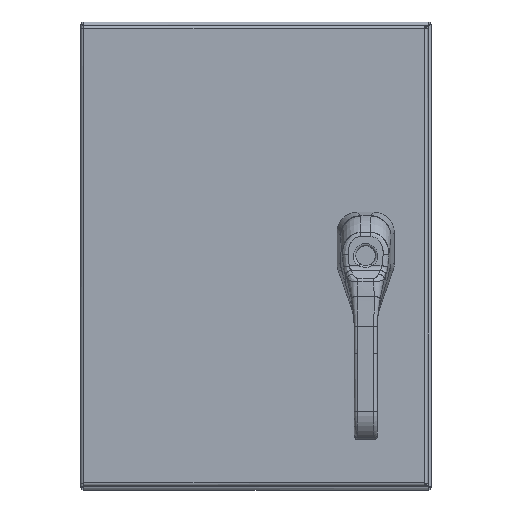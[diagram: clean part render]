
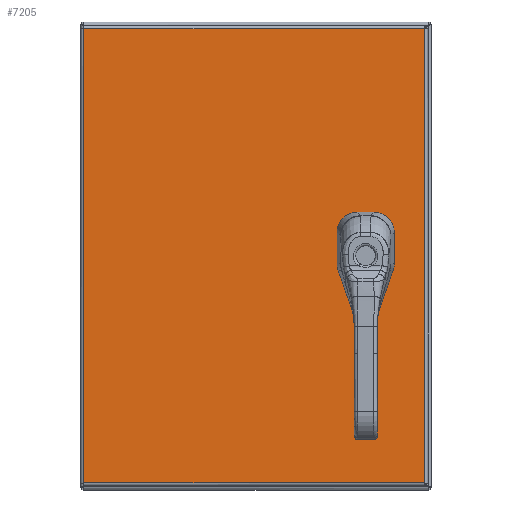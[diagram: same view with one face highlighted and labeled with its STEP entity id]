
A CAD part, top view. The second image highlights one B-rep face of the part: STEP entity #7205.
In plain terms, the highlighted face is planar.
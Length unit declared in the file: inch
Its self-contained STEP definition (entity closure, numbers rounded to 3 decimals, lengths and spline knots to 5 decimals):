
#5435=CARTESIAN_POINT('',(2.33762,8.275,0.0));
#5436=VERTEX_POINT('',#5435);
#5443=CARTESIAN_POINT('',(2.525,8.08762,0.0));
#5444=VERTEX_POINT('',#5443);
#5445=CARTESIAN_POINT('',(2.125,7.875,0.0));
#5446=DIRECTION('',(0.0,0.0,1.0));
#5447=DIRECTION('',(-0.469,-0.883,0.0));
#5448=AXIS2_PLACEMENT_3D('',#5445,#5446,#5447);
#5449=CIRCLE('',#5448,0.453);
#5450=EDGE_CURVE('',#5444,#5436,#5449,.T.);
#5475=CARTESIAN_POINT('',(2.525,7.66238,0.0));
#5476=VERTEX_POINT('',#5475);
#5477=CARTESIAN_POINT('',(2.525,7.66238,0.0));
#5478=DIRECTION('',(0.0,1.0,0.0));
#5479=VECTOR('',#5478,0.42525);
#5480=LINE('',#5477,#5479);
#5481=EDGE_CURVE('',#5476,#5444,#5480,.T.);
#5507=CARTESIAN_POINT('',(2.33762,7.475,0.0));
#5508=VERTEX_POINT('',#5507);
#5509=CARTESIAN_POINT('',(2.125,7.875,0.0));
#5510=DIRECTION('',(0.0,0.0,1.0));
#5511=DIRECTION('',(-0.883,0.469,0.0));
#5512=AXIS2_PLACEMENT_3D('',#5509,#5510,#5511);
#5513=CIRCLE('',#5512,0.453);
#5514=EDGE_CURVE('',#5508,#5476,#5513,.T.);
#5539=CARTESIAN_POINT('',(1.91238,7.475,0.0));
#5540=VERTEX_POINT('',#5539);
#5541=CARTESIAN_POINT('',(1.91238,7.475,0.0));
#5542=DIRECTION('',(1.0,0.0,0.0));
#5543=VECTOR('',#5542,0.42525);
#5544=LINE('',#5541,#5543);
#5545=EDGE_CURVE('',#5540,#5508,#5544,.T.);
#5571=CARTESIAN_POINT('',(1.725,7.66238,0.0));
#5572=VERTEX_POINT('',#5571);
#5573=CARTESIAN_POINT('',(2.125,7.875,0.0));
#5574=DIRECTION('',(0.0,0.0,1.0));
#5575=DIRECTION('',(0.469,0.883,0.0));
#5576=AXIS2_PLACEMENT_3D('',#5573,#5574,#5575);
#5577=CIRCLE('',#5576,0.453);
#5578=EDGE_CURVE('',#5572,#5540,#5577,.T.);
#5603=CARTESIAN_POINT('',(1.725,8.08762,0.0));
#5604=VERTEX_POINT('',#5603);
#5605=CARTESIAN_POINT('',(1.725,8.08762,0.0));
#5606=DIRECTION('',(0.0,-1.0,0.0));
#5607=VECTOR('',#5606,0.42525);
#5608=LINE('',#5605,#5607);
#5609=EDGE_CURVE('',#5604,#5572,#5608,.T.);
#5635=CARTESIAN_POINT('',(1.91238,8.275,0.0));
#5636=VERTEX_POINT('',#5635);
#5637=CARTESIAN_POINT('',(2.125,7.875,0.0));
#5638=DIRECTION('',(0.0,0.0,1.0));
#5639=DIRECTION('',(0.883,-0.469,0.0));
#5640=AXIS2_PLACEMENT_3D('',#5637,#5638,#5639);
#5641=CIRCLE('',#5640,0.453);
#5642=EDGE_CURVE('',#5636,#5604,#5641,.T.);
#5665=CARTESIAN_POINT('',(2.33762,8.275,0.0));
#5666=DIRECTION('',(-1.0,0.0,0.0));
#5667=VECTOR('',#5666,0.42525);
#5668=LINE('',#5665,#5667);
#5669=EDGE_CURVE('',#5436,#5636,#5668,.T.);
#5691=CARTESIAN_POINT('',(1.985,8.75997,0.0));
#5692=VERTEX_POINT('',#5691);
#5693=CARTESIAN_POINT('',(2.125,8.75997,0.0));
#5694=DIRECTION('',(0.0,0.0,1.0));
#5695=DIRECTION('',(1.0,0.0,0.0));
#5696=AXIS2_PLACEMENT_3D('',#5693,#5694,#5695);
#5697=CIRCLE('',#5696,0.14);
#5698=EDGE_CURVE('',#5692,#5692,#5697,.T.);
#5719=CARTESIAN_POINT('',(1.985,6.98897,0.0));
#5720=VERTEX_POINT('',#5719);
#5721=CARTESIAN_POINT('',(2.125,6.98897,0.0));
#5722=DIRECTION('',(0.0,0.0,1.0));
#5723=DIRECTION('',(1.0,0.0,0.0));
#5724=AXIS2_PLACEMENT_3D('',#5721,#5722,#5723);
#5725=CIRCLE('',#5724,0.14);
#5726=EDGE_CURVE('',#5720,#5720,#5725,.T.);
#5747=CARTESIAN_POINT('',(1.985,6.49697,0.0));
#5748=VERTEX_POINT('',#5747);
#5749=CARTESIAN_POINT('',(2.125,6.49697,0.0));
#5750=DIRECTION('',(0.0,0.0,1.0));
#5751=DIRECTION('',(1.0,0.0,0.0));
#5752=AXIS2_PLACEMENT_3D('',#5749,#5750,#5751);
#5753=CIRCLE('',#5752,0.14);
#5754=EDGE_CURVE('',#5748,#5748,#5753,.T.);
#6204=CARTESIAN_POINT('',(11.76975,0.10525,0.));
#6205=VERTEX_POINT('',#6204);
#6216=CARTESIAN_POINT('',(11.76975,15.64475,0.));
#6217=VERTEX_POINT('',#6216);
#6218=CARTESIAN_POINT('',(11.76975,15.64475,0.0));
#6219=DIRECTION('',(0.0,-1.0,0.0));
#6220=VECTOR('',#6219,15.5395);
#6221=LINE('',#6218,#6220);
#6222=EDGE_CURVE('',#6217,#6205,#6221,.T.);
#6374=CARTESIAN_POINT('',(0.10525,0.10525,0.));
#6375=VERTEX_POINT('',#6374);
#6386=CARTESIAN_POINT('',(11.76975,0.10525,0.0));
#6387=DIRECTION('',(-1.0,0.0,0.0));
#6388=VECTOR('',#6387,11.6645);
#6389=LINE('',#6386,#6388);
#6390=EDGE_CURVE('',#6205,#6375,#6389,.T.);
#6651=CARTESIAN_POINT('',(0.10525,15.64475,0.));
#6652=VERTEX_POINT('',#6651);
#6663=CARTESIAN_POINT('',(0.10525,0.10525,0.0));
#6664=DIRECTION('',(0.0,1.0,0.0));
#6665=VECTOR('',#6664,15.5395);
#6666=LINE('',#6663,#6665);
#6667=EDGE_CURVE('',#6375,#6652,#6666,.T.);
#6932=CARTESIAN_POINT('',(0.10525,15.64475,0.0));
#6933=DIRECTION('',(1.0,0.0,0.0));
#6934=VECTOR('',#6933,11.6645);
#6935=LINE('',#6932,#6934);
#6936=EDGE_CURVE('',#6652,#6217,#6935,.T.);
#7175=CARTESIAN_POINT('',(5.9375,7.875,0.0));
#7176=DIRECTION('',(0.0,0.0,1.0));
#7177=DIRECTION('',(1.0,0.0,0.0));
#7178=AXIS2_PLACEMENT_3D('',#7175,#7176,#7177);
#7179=PLANE('',#7178);
#7180=ORIENTED_EDGE('',*,*,#6222,.T.);
#7181=ORIENTED_EDGE('',*,*,#6390,.T.);
#7182=ORIENTED_EDGE('',*,*,#6667,.T.);
#7183=ORIENTED_EDGE('',*,*,#6936,.T.);
#7184=EDGE_LOOP('',(#7180,#7181,#7182,#7183));
#7185=FACE_OUTER_BOUND('',#7184,.T.);
#7186=ORIENTED_EDGE('',*,*,#5450,.T.);
#7187=ORIENTED_EDGE('',*,*,#5669,.T.);
#7188=ORIENTED_EDGE('',*,*,#5642,.T.);
#7189=ORIENTED_EDGE('',*,*,#5609,.T.);
#7190=ORIENTED_EDGE('',*,*,#5578,.T.);
#7191=ORIENTED_EDGE('',*,*,#5545,.T.);
#7192=ORIENTED_EDGE('',*,*,#5514,.T.);
#7193=ORIENTED_EDGE('',*,*,#5481,.T.);
#7194=EDGE_LOOP('',(#7186,#7187,#7188,#7189,#7190,#7191,#7192,#7193));
#7195=FACE_BOUND('',#7194,.T.);
#7196=ORIENTED_EDGE('',*,*,#5698,.T.);
#7197=EDGE_LOOP('',(#7196));
#7198=FACE_BOUND('',#7197,.T.);
#7199=ORIENTED_EDGE('',*,*,#5726,.T.);
#7200=EDGE_LOOP('',(#7199));
#7201=FACE_BOUND('',#7200,.T.);
#7202=ORIENTED_EDGE('',*,*,#5754,.T.);
#7203=EDGE_LOOP('',(#7202));
#7204=FACE_BOUND('',#7203,.T.);
#7205=ADVANCED_FACE('',(#7185,#7195,#7198,#7201,#7204),#7179,.F.);
